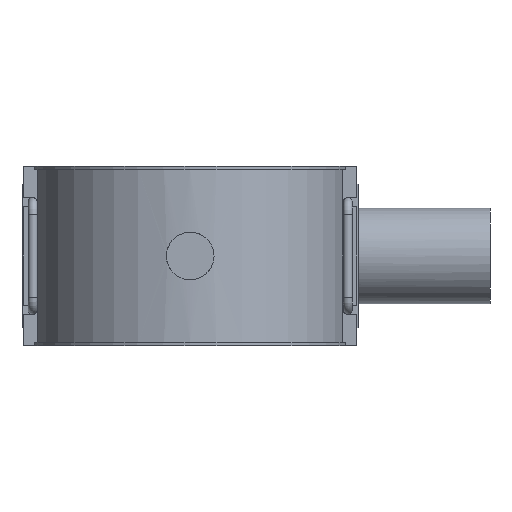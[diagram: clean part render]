
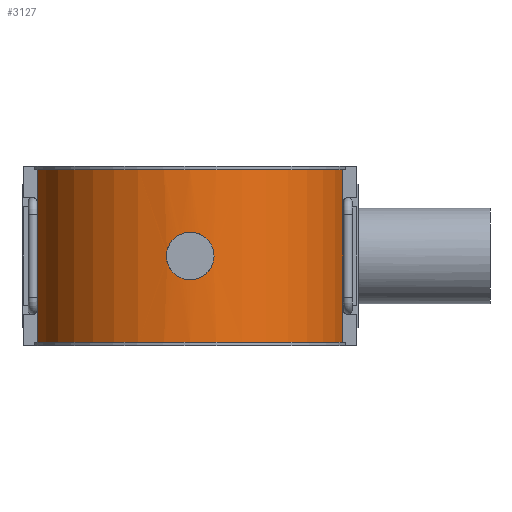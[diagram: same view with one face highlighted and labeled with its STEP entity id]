
A CAD part, front view. The second image highlights one B-rep face of the part: STEP entity #3127.
In plain terms, the highlighted cylindrical face has radius 102.6 mm (diameter 205.2 mm), a partial arc.
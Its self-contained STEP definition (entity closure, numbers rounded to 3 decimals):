
#247=LINE('',#5818,#526);
#248=LINE('',#5821,#527);
#526=VECTOR('',#4044,113.28);
#527=VECTOR('',#4047,113.28);
#745=FACE_BOUND('',#1201,.T.);
#823=CIRCLE('',#3372,102.6);
#824=CIRCLE('',#3373,102.6);
#982=FACE_OUTER_BOUND('',#1200,.T.);
#1200=EDGE_LOOP('',(#2652,#2653,#2654,#2655));
#1201=EDGE_LOOP('',(#2656));
#1316=B_SPLINE_CURVE_WITH_KNOTS('',3,(#5823,#5824,#5825,#5826,#5827,#5828,
#5829,#5830,#5831,#5832,#5833,#5834,#5835,#5836,#5837,#5838,#5839,#5840,
#5841,#5842,#5843,#5844,#5845,#5846,#5847,#5848,#5849,#5850,#5851,#5852,
#5853,#5854,#5855,#5856,#5857,#5858,#5859,#5860,#5861,#5862,#5863,#5864,
#5865,#5866,#5867,#5868,#5869,#5870,#5871,#5872,#5873,#5874,#5875,#5876,
#5877,#5878,#5879,#5880,#5881,#5882,#5883,#5884,#5885,#5886,#5887,#5888),
 .UNSPECIFIED.,.T.,.F.,(4,2,2,2,2,2,2,2,2,2,2,2,2,2,2,2,2,2,2,2,2,2,2,2,
2,2,2,2,2,2,2,2,4),(0.,0.296,0.592,0.887,
1.183,1.479,1.775,2.071,2.367,
2.662,2.958,3.254,3.55,3.846,
4.141,4.437,4.733,5.029,5.325,
5.621,5.916,6.212,6.508,6.804,
7.1,7.396,7.691,7.987,8.283,
8.579,8.875,9.17,9.466),
 .UNSPECIFIED.);
#1547=VERTEX_POINT('',#5814);
#1548=VERTEX_POINT('',#5815);
#1549=VERTEX_POINT('',#5817);
#1550=VERTEX_POINT('',#5819);
#1551=VERTEX_POINT('',#5822);
#1937=EDGE_CURVE('',#1547,#1548,#823,.T.);
#1938=EDGE_CURVE('',#1548,#1549,#247,.T.);
#1939=EDGE_CURVE('',#1549,#1550,#824,.T.);
#1940=EDGE_CURVE('',#1547,#1550,#248,.T.);
#1941=EDGE_CURVE('',#1551,#1551,#1316,.T.);
#2652=ORIENTED_EDGE('',*,*,#1937,.T.);
#2653=ORIENTED_EDGE('',*,*,#1938,.T.);
#2654=ORIENTED_EDGE('',*,*,#1939,.T.);
#2655=ORIENTED_EDGE('',*,*,#1940,.F.);
#2656=ORIENTED_EDGE('',*,*,#1941,.T.);
#2986=CYLINDRICAL_SURFACE('',#3371,102.6);
#3127=ADVANCED_FACE('',(#982,#745),#2986,.T.);
#3371=AXIS2_PLACEMENT_3D('',#5813,#4040,#4041);
#3372=AXIS2_PLACEMENT_3D('',#5816,#4042,#4043);
#3373=AXIS2_PLACEMENT_3D('',#5820,#4045,#4046);
#4040=DIRECTION('center_axis',(0.,0.,1.));
#4041=DIRECTION('ref_axis',(1.,0.,0.));
#4042=DIRECTION('center_axis',(0.,0.,1.));
#4043=DIRECTION('ref_axis',(1.,0.,0.));
#4044=DIRECTION('',(0.,0.,1.));
#4045=DIRECTION('center_axis',(0.,0.,-1.));
#4046=DIRECTION('ref_axis',(1.,0.,0.));
#4047=DIRECTION('',(0.,0.,1.));
#5813=CARTESIAN_POINT('Origin',(0.,0.,0.));
#5814=CARTESIAN_POINT('',(-100.102,-22.5,-56.64));
#5815=CARTESIAN_POINT('',(100.102,-22.5,-56.64));
#5816=CARTESIAN_POINT('Origin',(0.,0.,-56.64));
#5817=CARTESIAN_POINT('',(100.102,-22.5,56.64));
#5818=CARTESIAN_POINT('',(100.102,-22.5,0.));
#5819=CARTESIAN_POINT('',(-100.102,-22.5,56.64));
#5820=CARTESIAN_POINT('Origin',(0.,0.,56.64));
#5821=CARTESIAN_POINT('',(-100.102,-22.5,0.));
#5822=CARTESIAN_POINT('',(15.68,-101.395,0.));
#5823=CARTESIAN_POINT('Ctrl Pts',(15.68,-101.395,0.));
#5824=CARTESIAN_POINT('Ctrl Pts',(15.68,-101.395,-0.986));
#5825=CARTESIAN_POINT('Ctrl Pts',(15.585,-101.41,-2.005));
#5826=CARTESIAN_POINT('Ctrl Pts',(15.188,-101.47,-4.032));
#5827=CARTESIAN_POINT('Ctrl Pts',(14.885,-101.515,-5.039));
#5828=CARTESIAN_POINT('Ctrl Pts',(14.084,-101.629,-6.97));
#5829=CARTESIAN_POINT('Ctrl Pts',(13.586,-101.698,-7.896));
#5830=CARTESIAN_POINT('Ctrl Pts',(12.435,-101.845,-9.607));
#5831=CARTESIAN_POINT('Ctrl Pts',(11.783,-101.924,-10.392));
#5832=CARTESIAN_POINT('Ctrl Pts',(10.392,-102.075,-11.783));
#5833=CARTESIAN_POINT('Ctrl Pts',(9.607,-102.153,-12.435));
#5834=CARTESIAN_POINT('Ctrl Pts',(7.896,-102.299,-13.586));
#5835=CARTESIAN_POINT('Ctrl Pts',(6.97,-102.368,-14.084));
#5836=CARTESIAN_POINT('Ctrl Pts',(5.039,-102.481,-14.885));
#5837=CARTESIAN_POINT('Ctrl Pts',(4.032,-102.526,-15.188));
#5838=CARTESIAN_POINT('Ctrl Pts',(2.005,-102.585,-15.585));
#5839=CARTESIAN_POINT('Ctrl Pts',(0.986,-102.6,-15.68));
#5840=CARTESIAN_POINT('Ctrl Pts',(-0.986,-102.6,-15.68));
#5841=CARTESIAN_POINT('Ctrl Pts',(-2.005,-102.585,-15.585));
#5842=CARTESIAN_POINT('Ctrl Pts',(-4.032,-102.526,-15.188));
#5843=CARTESIAN_POINT('Ctrl Pts',(-5.039,-102.481,-14.885));
#5844=CARTESIAN_POINT('Ctrl Pts',(-6.97,-102.368,-14.084));
#5845=CARTESIAN_POINT('Ctrl Pts',(-7.896,-102.299,-13.586));
#5846=CARTESIAN_POINT('Ctrl Pts',(-9.607,-102.153,-12.435));
#5847=CARTESIAN_POINT('Ctrl Pts',(-10.392,-102.075,-11.783));
#5848=CARTESIAN_POINT('Ctrl Pts',(-11.783,-101.924,-10.392));
#5849=CARTESIAN_POINT('Ctrl Pts',(-12.435,-101.845,-9.607));
#5850=CARTESIAN_POINT('Ctrl Pts',(-13.586,-101.698,-7.896));
#5851=CARTESIAN_POINT('Ctrl Pts',(-14.084,-101.629,-6.97));
#5852=CARTESIAN_POINT('Ctrl Pts',(-14.885,-101.515,-5.039));
#5853=CARTESIAN_POINT('Ctrl Pts',(-15.188,-101.47,-4.032));
#5854=CARTESIAN_POINT('Ctrl Pts',(-15.585,-101.41,-2.005));
#5855=CARTESIAN_POINT('Ctrl Pts',(-15.68,-101.395,-0.986));
#5856=CARTESIAN_POINT('Ctrl Pts',(-15.68,-101.395,0.986));
#5857=CARTESIAN_POINT('Ctrl Pts',(-15.585,-101.41,2.005));
#5858=CARTESIAN_POINT('Ctrl Pts',(-15.188,-101.47,4.032));
#5859=CARTESIAN_POINT('Ctrl Pts',(-14.885,-101.515,5.039));
#5860=CARTESIAN_POINT('Ctrl Pts',(-14.084,-101.629,6.97));
#5861=CARTESIAN_POINT('Ctrl Pts',(-13.586,-101.698,7.896));
#5862=CARTESIAN_POINT('Ctrl Pts',(-12.435,-101.845,9.607));
#5863=CARTESIAN_POINT('Ctrl Pts',(-11.783,-101.924,10.392));
#5864=CARTESIAN_POINT('Ctrl Pts',(-10.392,-102.075,11.783));
#5865=CARTESIAN_POINT('Ctrl Pts',(-9.607,-102.153,12.435));
#5866=CARTESIAN_POINT('Ctrl Pts',(-7.896,-102.299,13.586));
#5867=CARTESIAN_POINT('Ctrl Pts',(-6.97,-102.368,14.084));
#5868=CARTESIAN_POINT('Ctrl Pts',(-5.039,-102.481,14.885));
#5869=CARTESIAN_POINT('Ctrl Pts',(-4.032,-102.526,15.188));
#5870=CARTESIAN_POINT('Ctrl Pts',(-2.005,-102.585,15.585));
#5871=CARTESIAN_POINT('Ctrl Pts',(-0.986,-102.6,15.68));
#5872=CARTESIAN_POINT('Ctrl Pts',(0.986,-102.6,15.68));
#5873=CARTESIAN_POINT('Ctrl Pts',(2.005,-102.585,15.585));
#5874=CARTESIAN_POINT('Ctrl Pts',(4.032,-102.526,15.188));
#5875=CARTESIAN_POINT('Ctrl Pts',(5.039,-102.481,14.885));
#5876=CARTESIAN_POINT('Ctrl Pts',(6.97,-102.368,14.084));
#5877=CARTESIAN_POINT('Ctrl Pts',(7.896,-102.299,13.586));
#5878=CARTESIAN_POINT('Ctrl Pts',(9.607,-102.153,12.435));
#5879=CARTESIAN_POINT('Ctrl Pts',(10.392,-102.075,11.783));
#5880=CARTESIAN_POINT('Ctrl Pts',(11.783,-101.924,10.392));
#5881=CARTESIAN_POINT('Ctrl Pts',(12.435,-101.845,9.607));
#5882=CARTESIAN_POINT('Ctrl Pts',(13.586,-101.698,7.896));
#5883=CARTESIAN_POINT('Ctrl Pts',(14.084,-101.629,6.97));
#5884=CARTESIAN_POINT('Ctrl Pts',(14.885,-101.515,5.039));
#5885=CARTESIAN_POINT('Ctrl Pts',(15.188,-101.47,4.032));
#5886=CARTESIAN_POINT('Ctrl Pts',(15.585,-101.41,2.005));
#5887=CARTESIAN_POINT('Ctrl Pts',(15.68,-101.395,0.986));
#5888=CARTESIAN_POINT('Ctrl Pts',(15.68,-101.395,0.));
